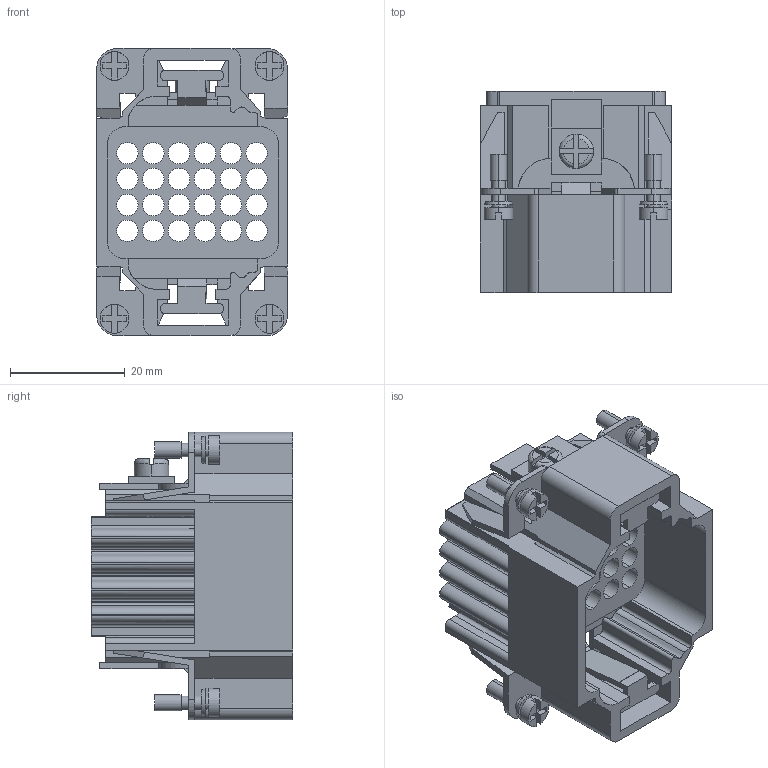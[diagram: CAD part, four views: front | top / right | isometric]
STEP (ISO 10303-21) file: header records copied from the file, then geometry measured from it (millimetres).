
FILE_DESCRIPTION (( 'STEP AP214' ), '1' );
FILE_NAME ('ZP-MC06B-1-MC024.STEP', '2018-02-05T13:19:00', ( '' ), ( '' ), 'SwSTEP 2.0', 'SolidWorks 2017', '' );
FILE_SCHEMA (( 'AUTOMOTIVE_DESIGN' ));
Length unit declared in the file: inch
Products named in the file (1): ZP-MC06B-1-MC024
Bounding box: 33.25 x 35 x 50 mm (x, y, z)
Volume: 15532.1 mm3; surface area: 20262.7 mm2
Topology: 7 solids, 7 shells, 541 faces, 1533 edges, 1015 vertices
Faces by surface type: plane 346, cylinder 120, bspline 67, cone 8
Entity records: 19821 total; most frequent: CARTESIAN_POINT 4047, ORIENTED_EDGE 3066, DIRECTION 2621, EDGE_CURVE 1533, LINE 1107, VECTOR 1107, VERTEX_POINT 1015, AXIS2_PLACEMENT_3D 757
